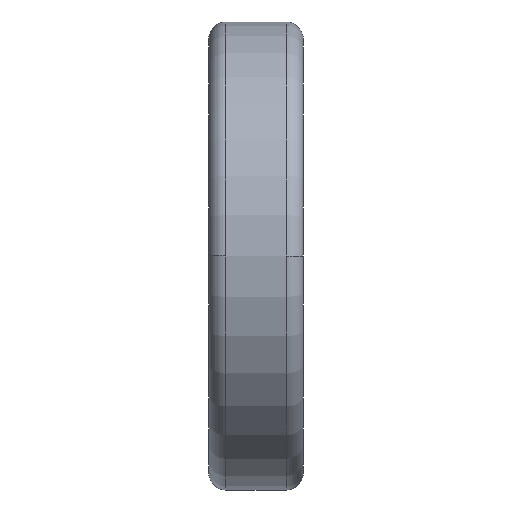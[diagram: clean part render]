
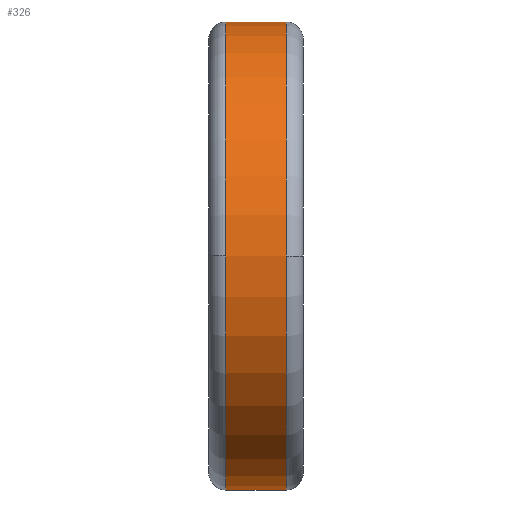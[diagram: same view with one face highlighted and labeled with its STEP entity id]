
A CAD part, front view. The second image highlights one B-rep face of the part: STEP entity #326.
In plain terms, the highlighted cylindrical face has radius 10.9 mm (diameter 21.8 mm), a partial arc.
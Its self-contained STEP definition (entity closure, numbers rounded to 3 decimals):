
#6 = CARTESIAN_POINT ( 'NONE',  ( 1.4, 0., 0. ) ) ;
#7 = VERTEX_POINT ( 'NONE', #288 ) ;
#10 = CARTESIAN_POINT ( 'NONE',  ( -1.4, 0., 0. ) ) ;
#18 = DIRECTION ( 'NONE',  ( 1., 0., 0. ) ) ;
#23 = ORIENTED_EDGE ( 'NONE', *, *, #80, .T. ) ;
#26 = DIRECTION ( 'NONE',  ( 0., 1., 0. ) ) ;
#29 = DIRECTION ( 'NONE',  ( 1., 0., 0. ) ) ;
#65 = ORIENTED_EDGE ( 'NONE', *, *, #91, .T. ) ;
#66 = AXIS2_PLACEMENT_3D ( 'NONE', #255, #469, #552 ) ;
#74 = EDGE_CURVE ( 'NONE', #549, #477, #218, .T. ) ;
#80 = EDGE_CURVE ( 'NONE', #231, #435, #188, .T. ) ;
#91 = EDGE_CURVE ( 'NONE', #435, #549, #368, .T. ) ;
#93 = EDGE_LOOP ( 'NONE', ( #390, #314, #196, #23, #65, #442 ) ) ;
#126 = CARTESIAN_POINT ( 'NONE',  ( 0., 0., 0. ) ) ;
#130 = AXIS2_PLACEMENT_3D ( 'NONE', #6, #29, #26 ) ;
#142 = AXIS2_PLACEMENT_3D ( 'NONE', #126, #473, #333 ) ;
#159 = CARTESIAN_POINT ( 'NONE',  ( -1.4, -10.9, 0. ) ) ;
#169 = CYLINDRICAL_SURFACE ( 'NONE', #142, 10.9 ) ;
#183 = CARTESIAN_POINT ( 'NONE',  ( -1.4, 0., -10.9 ) ) ;
#188 = LINE ( 'NONE', #276, #454 ) ;
#194 = DIRECTION ( 'NONE',  ( -1., 0., 0. ) ) ;
#196 = ORIENTED_EDGE ( 'NONE', *, *, #258, .F. ) ;
#218 = CIRCLE ( 'NONE', #471, 10.9 ) ;
#229 = VERTEX_POINT ( 'NONE', #329 ) ;
#231 = VERTEX_POINT ( 'NONE', #422 ) ;
#233 = LINE ( 'NONE', #493, #356 ) ;
#255 = CARTESIAN_POINT ( 'NONE',  ( 1.4, 0., 0. ) ) ;
#257 = CIRCLE ( 'NONE', #66, 10.9 ) ;
#258 = EDGE_CURVE ( 'NONE', #231, #7, #257, .T. ) ;
#267 = AXIS2_PLACEMENT_3D ( 'NONE', #524, #18, #541 ) ;
#276 = CARTESIAN_POINT ( 'NONE',  ( 0., 0., 10.9 ) ) ;
#288 = CARTESIAN_POINT ( 'NONE',  ( 1.4, -10.9, 0. ) ) ;
#314 = ORIENTED_EDGE ( 'NONE', *, *, #516, .F. ) ;
#315 = DIRECTION ( 'NONE',  ( -1., 0., 0. ) ) ;
#316 = DIRECTION ( 'NONE',  ( 1., 0., 0. ) ) ;
#326 = ADVANCED_FACE ( 'NONE', ( #517 ), #169, .T. ) ;
#329 = CARTESIAN_POINT ( 'NONE',  ( 1.4, 0., -10.9 ) ) ;
#333 = DIRECTION ( 'NONE',  ( 0., 0., 1. ) ) ;
#356 = VECTOR ( 'NONE', #315, 1000. ) ;
#368 = CIRCLE ( 'NONE', #267, 10.9 ) ;
#387 = CIRCLE ( 'NONE', #130, 10.9 ) ;
#390 = ORIENTED_EDGE ( 'NONE', *, *, #432, .F. ) ;
#411 = CARTESIAN_POINT ( 'NONE',  ( -1.4, 0., 10.9 ) ) ;
#422 = CARTESIAN_POINT ( 'NONE',  ( 1.4, 0., 10.9 ) ) ;
#432 = EDGE_CURVE ( 'NONE', #229, #477, #233, .T. ) ;
#435 = VERTEX_POINT ( 'NONE', #411 ) ;
#442 = ORIENTED_EDGE ( 'NONE', *, *, #74, .T. ) ;
#454 = VECTOR ( 'NONE', #194, 1000. ) ;
#457 = DIRECTION ( 'NONE',  ( 0., 1., 0. ) ) ;
#469 = DIRECTION ( 'NONE',  ( 1., 0., 0. ) ) ;
#471 = AXIS2_PLACEMENT_3D ( 'NONE', #10, #316, #457 ) ;
#473 = DIRECTION ( 'NONE',  ( -1., 0., 0. ) ) ;
#477 = VERTEX_POINT ( 'NONE', #183 ) ;
#493 = CARTESIAN_POINT ( 'NONE',  ( 0., 0., -10.9 ) ) ;
#516 = EDGE_CURVE ( 'NONE', #7, #229, #387, .T. ) ;
#517 = FACE_OUTER_BOUND ( 'NONE', #93, .T. ) ;
#524 = CARTESIAN_POINT ( 'NONE',  ( -1.4, 0., 0. ) ) ;
#541 = DIRECTION ( 'NONE',  ( 0., 1., 0. ) ) ;
#549 = VERTEX_POINT ( 'NONE', #159 ) ;
#552 = DIRECTION ( 'NONE',  ( 0., 1., 0. ) ) ;
